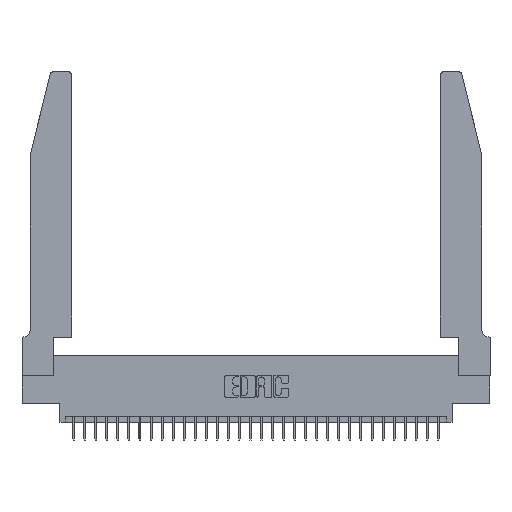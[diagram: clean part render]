
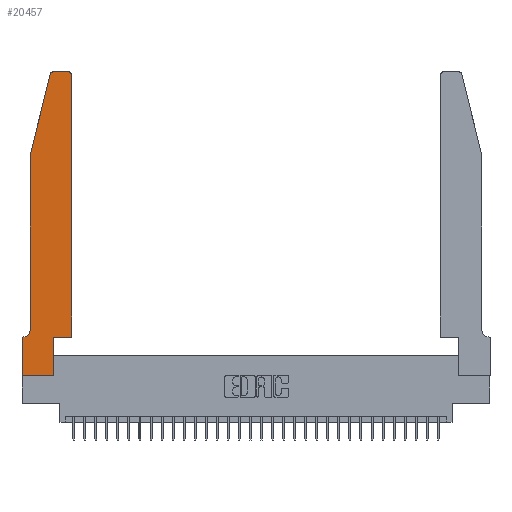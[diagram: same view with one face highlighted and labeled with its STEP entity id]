
A CAD part, top view. The second image highlights one B-rep face of the part: STEP entity #20457.
In plain terms, the highlighted planar face has unit normal (0, 0, 1).
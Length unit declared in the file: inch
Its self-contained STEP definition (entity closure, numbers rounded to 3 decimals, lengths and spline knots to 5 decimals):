
#106 = LINE ( 'NONE', #17722, #26348 ) ;
#502 = CARTESIAN_POINT ( 'NONE',  ( 0.0755, 0.35, 0.37 ) ) ;
#674 = EDGE_CURVE ( 'NONE', #24455, #11294, #106, .T. ) ;
#1296 = VECTOR ( 'NONE', #11402, 39.37008 ) ;
#1834 = DIRECTION ( 'NONE',  ( 1., 0., 0. ) ) ;
#2016 = CARTESIAN_POINT ( 'NONE',  ( 0.2865, 0.35, 0.37 ) ) ;
#2585 = DIRECTION ( 'NONE',  ( 0., -1., 0. ) ) ;
#2633 = CIRCLE ( 'NONE', #13083, 0.03 ) ;
#2788 = DIRECTION ( 'NONE',  ( 1., 0., 0. ) ) ;
#2940 = LINE ( 'NONE', #31230, #1296 ) ;
#3004 = VECTOR ( 'NONE', #6346, 39.37008 ) ;
#3139 = CARTESIAN_POINT ( 'NONE',  ( 0.2605, 2.75, 0.37 ) ) ;
#3145 = DIRECTION ( 'NONE',  ( 0., 1., 0. ) ) ;
#3660 = CARTESIAN_POINT ( 'NONE',  ( 0.2865, 0., 0.37 ) ) ;
#3906 = VECTOR ( 'NONE', #3145, 39.37008 ) ;
#4239 = CARTESIAN_POINT ( 'NONE',  ( 0.0055, 0.42, 0.37 ) ) ;
#4369 = CARTESIAN_POINT ( 'NONE',  ( 0.4505, 0.35, 0.37 ) ) ;
#5817 = DIRECTION ( 'NONE',  ( -1., 0., 0. ) ) ;
#5938 = CARTESIAN_POINT ( 'NONE',  ( 0.2865, 0.35, 0.37 ) ) ;
#5966 = VERTEX_POINT ( 'NONE', #2016 ) ;
#5968 = PLANE ( 'NONE',  #32308 ) ;
#6052 = CARTESIAN_POINT ( 'NONE',  ( 0.0055, 0.35, 0.37 ) ) ;
#6150 = EDGE_CURVE ( 'NONE', #5966, #26692, #26480, .T. ) ;
#6346 = DIRECTION ( 'NONE',  ( 0., -1., 0. ) ) ;
#6401 = LINE ( 'NONE', #19951, #32233 ) ;
#6577 = VERTEX_POINT ( 'NONE', #6052 ) ;
#6666 = VERTEX_POINT ( 'NONE', #24013 ) ;
#6904 = DIRECTION ( 'NONE',  ( -1., 0., 0. ) ) ;
#7486 = ORIENTED_EDGE ( 'NONE', *, *, #26496, .T. ) ;
#7947 = EDGE_CURVE ( 'NONE', #15335, #15265, #15902, .T. ) ;
#8104 = ORIENTED_EDGE ( 'NONE', *, *, #674, .T. ) ;
#8255 = ORIENTED_EDGE ( 'NONE', *, *, #6150, .T. ) ;
#8575 = DIRECTION ( 'NONE',  ( 0., 0., 1. ) ) ;
#9345 = CARTESIAN_POINT ( 'NONE',  ( 0., 0.35, 0.37 ) ) ;
#9923 = DIRECTION ( 'NONE',  ( -0.239, -0.971, 0. ) ) ;
#10228 = EDGE_CURVE ( 'NONE', #13939, #22884, #21727, .T. ) ;
#10333 = ORIENTED_EDGE ( 'NONE', *, *, #32307, .T. ) ;
#10824 = VERTEX_POINT ( 'NONE', #20409 ) ;
#10985 = EDGE_LOOP ( 'NONE', ( #21126, #21206, #14834, #8104, #24862, #12246, #10333, #24667, #25192, #8255, #7486, #24298 ) ) ;
#11294 = VERTEX_POINT ( 'NONE', #22018 ) ;
#11402 = DIRECTION ( 'NONE',  ( 0., 1., 0. ) ) ;
#11729 = VECTOR ( 'NONE', #5817, 39.37008 ) ;
#12246 = ORIENTED_EDGE ( 'NONE', *, *, #26835, .T. ) ;
#12420 = LINE ( 'NONE', #5938, #3906 ) ;
#12721 = VECTOR ( 'NONE', #18462, 39.37008 ) ;
#13014 = CARTESIAN_POINT ( 'NONE',  ( 0.284, 2.72, 0.37 ) ) ;
#13083 = AXIS2_PLACEMENT_3D ( 'NONE', #32084, #17214, #1834 ) ;
#13139 = EDGE_CURVE ( 'NONE', #10824, #13939, #25018, .T. ) ;
#13225 = VECTOR ( 'NONE', #2788, 39.37008 ) ;
#13509 = LINE ( 'NONE', #502, #12721 ) ;
#13939 = VERTEX_POINT ( 'NONE', #31751 ) ;
#14777 = CARTESIAN_POINT ( 'NONE',  ( 0., 0., 0.37 ) ) ;
#14834 = ORIENTED_EDGE ( 'NONE', *, *, #24958, .T. ) ;
#15265 = VERTEX_POINT ( 'NONE', #3660 ) ;
#15335 = VERTEX_POINT ( 'NONE', #29247 ) ;
#15366 = EDGE_CURVE ( 'NONE', #11294, #6577, #21837, .T. ) ;
#15522 = DIRECTION ( 'NONE',  ( 1., 0., 0. ) ) ;
#15744 = EDGE_CURVE ( 'NONE', #15265, #5966, #12420, .T. ) ;
#15902 = LINE ( 'NONE', #14777, #28352 ) ;
#16094 = CARTESIAN_POINT ( 'NONE',  ( 0., 0.35, 0.37 ) ) ;
#17214 = DIRECTION ( 'NONE',  ( 0., 0., 1. ) ) ;
#17259 = VERTEX_POINT ( 'NONE', #9345 ) ;
#17284 = DIRECTION ( 'NONE',  ( 1., 0., 0. ) ) ;
#17722 = CARTESIAN_POINT ( 'NONE',  ( 0.0755, 2., 0.37 ) ) ;
#18462 = DIRECTION ( 'NONE',  ( -1., 0., 0. ) ) ;
#19555 = FACE_OUTER_BOUND ( 'NONE', #10985, .T. ) ;
#19951 = CARTESIAN_POINT ( 'NONE',  ( 0.0755, 2., 0.37 ) ) ;
#20357 = CARTESIAN_POINT ( 'NONE',  ( 0., 0., 0.37 ) ) ;
#20409 = CARTESIAN_POINT ( 'NONE',  ( 0.4205, 2.75, 0.37 ) ) ;
#20457 = ADVANCED_FACE ( 'NONE', ( #19555 ), #5968, .T. ) ;
#21126 = ORIENTED_EDGE ( 'NONE', *, *, #13139, .T. ) ;
#21206 = ORIENTED_EDGE ( 'NONE', *, *, #10228, .T. ) ;
#21727 = CIRCLE ( 'NONE', #24551, 0.03 ) ;
#21837 = CIRCLE ( 'NONE', #31611, 0.07 ) ;
#21992 = DIRECTION ( 'NONE',  ( 0., 0., -1. ) ) ;
#22018 = CARTESIAN_POINT ( 'NONE',  ( 0.0755, 0.42, 0.37 ) ) ;
#22884 = VERTEX_POINT ( 'NONE', #26859 ) ;
#24013 = CARTESIAN_POINT ( 'NONE',  ( 0.4505, 2.72, 0.37 ) ) ;
#24298 = ORIENTED_EDGE ( 'NONE', *, *, #31639, .T. ) ;
#24455 = VERTEX_POINT ( 'NONE', #27793 ) ;
#24551 = AXIS2_PLACEMENT_3D ( 'NONE', #13014, #30401, #15522 ) ;
#24667 = ORIENTED_EDGE ( 'NONE', *, *, #7947, .T. ) ;
#24862 = ORIENTED_EDGE ( 'NONE', *, *, #15366, .T. ) ;
#24958 = EDGE_CURVE ( 'NONE', #22884, #24455, #6401, .T. ) ;
#25018 = LINE ( 'NONE', #3139, #11729 ) ;
#25192 = ORIENTED_EDGE ( 'NONE', *, *, #15744, .T. ) ;
#25428 = CARTESIAN_POINT ( 'NONE',  ( 0.4505, 0.35, 0.37 ) ) ;
#26116 = DIRECTION ( 'NONE',  ( 1., 0., 0. ) ) ;
#26348 = VECTOR ( 'NONE', #2585, 39.37008 ) ;
#26480 = LINE ( 'NONE', #25428, #13225 ) ;
#26496 = EDGE_CURVE ( 'NONE', #26692, #6666, #2940, .T. ) ;
#26692 = VERTEX_POINT ( 'NONE', #4369 ) ;
#26835 = EDGE_CURVE ( 'NONE', #6577, #17259, #13509, .T. ) ;
#26859 = CARTESIAN_POINT ( 'NONE',  ( 0.25487, 2.72718, 0.37 ) ) ;
#27793 = CARTESIAN_POINT ( 'NONE',  ( 0.0755, 2., 0.37 ) ) ;
#28352 = VECTOR ( 'NONE', #17284, 39.37008 ) ;
#29247 = CARTESIAN_POINT ( 'NONE',  ( 0., 0., 0.37 ) ) ;
#30401 = DIRECTION ( 'NONE',  ( 0., 0., 1. ) ) ;
#30651 = LINE ( 'NONE', #20357, #3004 ) ;
#31230 = CARTESIAN_POINT ( 'NONE',  ( 0.4505, 0.35, 0.37 ) ) ;
#31611 = AXIS2_PLACEMENT_3D ( 'NONE', #4239, #21992, #6904 ) ;
#31639 = EDGE_CURVE ( 'NONE', #6666, #10824, #2633, .T. ) ;
#31751 = CARTESIAN_POINT ( 'NONE',  ( 0.284, 2.75, 0.37 ) ) ;
#32084 = CARTESIAN_POINT ( 'NONE',  ( 0.4205, 2.72, 0.37 ) ) ;
#32233 = VECTOR ( 'NONE', #9923, 39.37008 ) ;
#32307 = EDGE_CURVE ( 'NONE', #17259, #15335, #30651, .T. ) ;
#32308 = AXIS2_PLACEMENT_3D ( 'NONE', #16094, #8575, #26116 ) ;
